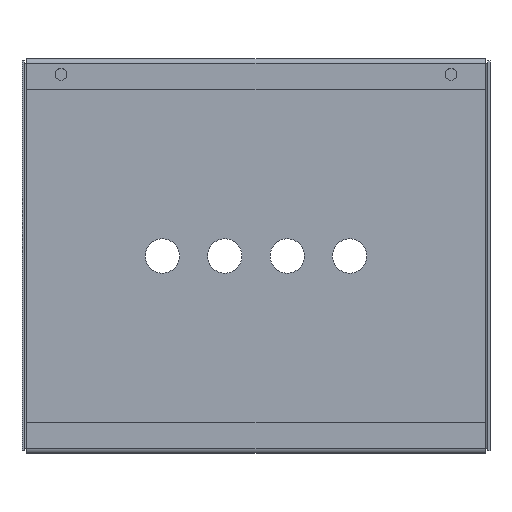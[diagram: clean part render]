
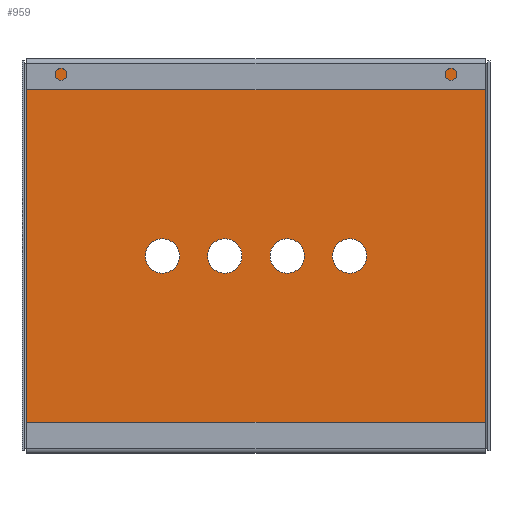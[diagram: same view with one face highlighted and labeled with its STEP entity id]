
A CAD part, front view. The second image highlights one B-rep face of the part: STEP entity #959.
In plain terms, the highlighted planar face has unit normal (0, -1, 0).
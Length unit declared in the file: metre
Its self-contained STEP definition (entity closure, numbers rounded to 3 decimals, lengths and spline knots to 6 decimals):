
#20=CIRCLE('',#1033,0.011);
#22=CIRCLE('',#1036,0.011);
#24=CIRCLE('',#1039,0.011);
#26=CIRCLE('',#1042,0.011);
#114=ORIENTED_EDGE('',*,*,#356,.F.);
#115=ORIENTED_EDGE('',*,*,#358,.F.);
#116=ORIENTED_EDGE('',*,*,#360,.F.);
#117=ORIENTED_EDGE('',*,*,#362,.F.);
#118=ORIENTED_EDGE('',*,*,#364,.T.);
#119=ORIENTED_EDGE('',*,*,#365,.F.);
#120=ORIENTED_EDGE('',*,*,#366,.T.);
#121=ORIENTED_EDGE('',*,*,#367,.T.);
#356=EDGE_CURVE('',#482,#482,#20,.T.);
#358=EDGE_CURVE('',#484,#484,#22,.T.);
#360=EDGE_CURVE('',#486,#486,#24,.T.);
#362=EDGE_CURVE('',#488,#488,#26,.T.);
#364=EDGE_CURVE('',#490,#491,#564,.T.);
#365=EDGE_CURVE('',#492,#491,#565,.F.);
#366=EDGE_CURVE('',#492,#493,#566,.T.);
#367=EDGE_CURVE('',#493,#490,#567,.T.);
#482=VERTEX_POINT('',#1463);
#484=VERTEX_POINT('',#1468);
#486=VERTEX_POINT('',#1473);
#488=VERTEX_POINT('',#1478);
#490=VERTEX_POINT('',#1483);
#491=VERTEX_POINT('',#1484);
#492=VERTEX_POINT('',#1486);
#493=VERTEX_POINT('',#1488);
#564=LINE('',#1482,#660);
#565=LINE('',#1485,#661);
#566=LINE('',#1487,#662);
#567=LINE('',#1489,#663);
#660=VECTOR('',#1185,1.);
#661=VECTOR('',#1186,1.);
#662=VECTOR('',#1187,1.);
#663=VECTOR('',#1188,1.);
#753=EDGE_LOOP('',(#114));
#754=EDGE_LOOP('',(#115));
#755=EDGE_LOOP('',(#116));
#756=EDGE_LOOP('',(#117));
#757=EDGE_LOOP('',(#118,#119,#120,#121));
#835=FACE_BOUND('',#753,.T.);
#836=FACE_BOUND('',#754,.T.);
#837=FACE_BOUND('',#755,.T.);
#838=FACE_BOUND('',#756,.T.);
#839=FACE_BOUND('',#757,.T.);
#909=PLANE('',#1044);
#959=ADVANCED_FACE('',(#835,#836,#837,#838,#839),#909,.T.);
#1033=AXIS2_PLACEMENT_3D('',#1462,#1161,#1162);
#1036=AXIS2_PLACEMENT_3D('',#1467,#1167,#1168);
#1039=AXIS2_PLACEMENT_3D('',#1472,#1173,#1174);
#1042=AXIS2_PLACEMENT_3D('',#1477,#1179,#1180);
#1044=AXIS2_PLACEMENT_3D('',#1481,#1183,#1184);
#1161=DIRECTION('',(0.,-1.,0.));
#1162=DIRECTION('',(0.,0.,-1.));
#1167=DIRECTION('',(0.,-1.,0.));
#1168=DIRECTION('',(0.,0.,-1.));
#1173=DIRECTION('',(0.,-1.,0.));
#1174=DIRECTION('',(0.,0.,-1.));
#1179=DIRECTION('',(0.,-1.,0.));
#1180=DIRECTION('',(0.,0.,-1.));
#1183=DIRECTION('',(0.,-1.,0.));
#1184=DIRECTION('',(0.,0.,-1.));
#1185=DIRECTION('',(-1.,0.,0.));
#1186=DIRECTION('',(0.,0.,-1.));
#1187=DIRECTION('',(1.,0.,0.));
#1188=DIRECTION('',(0.,0.,1.));
#1462=CARTESIAN_POINT('',(0.19,0.1485,0.125));
#1463=CARTESIAN_POINT('',(0.19,0.1485,0.114));
#1467=CARTESIAN_POINT('',(0.15,0.1485,0.125));
#1468=CARTESIAN_POINT('',(0.15,0.1485,0.114));
#1472=CARTESIAN_POINT('',(0.11,0.1485,0.125));
#1473=CARTESIAN_POINT('',(0.11,0.1485,0.114));
#1477=CARTESIAN_POINT('',(0.07,0.1485,0.125));
#1478=CARTESIAN_POINT('',(0.07,0.1485,0.114));
#1481=CARTESIAN_POINT('',(0.072276,0.1485,0.));
#1482=CARTESIAN_POINT('',(0.072276,0.1485,0.2485));
#1483=CARTESIAN_POINT('',(0.277,0.1485,0.2485));
#1484=CARTESIAN_POINT('',(-0.017,0.1485,0.2485));
#1485=CARTESIAN_POINT('',(-0.017,0.1485,0.));
#1486=CARTESIAN_POINT('',(-0.017,0.1485,0.0015));
#1487=CARTESIAN_POINT('',(0.072276,0.1485,0.0015));
#1488=CARTESIAN_POINT('',(0.277,0.1485,0.0015));
#1489=CARTESIAN_POINT('',(0.277,0.1485,0.));
